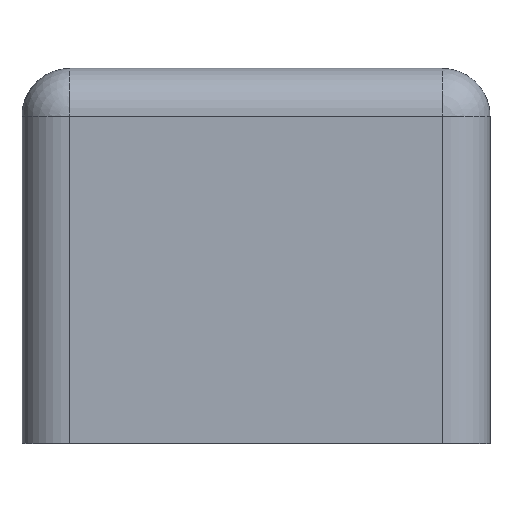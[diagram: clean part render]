
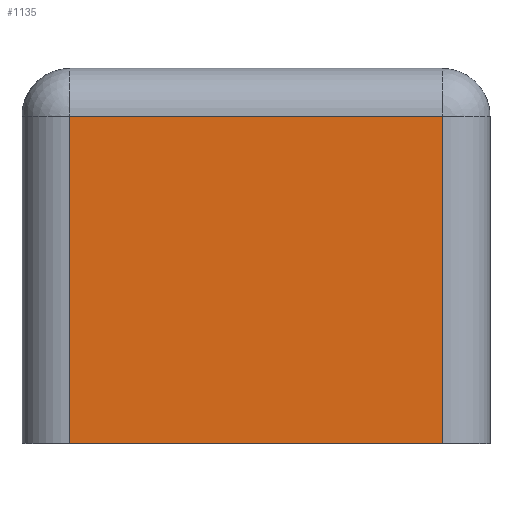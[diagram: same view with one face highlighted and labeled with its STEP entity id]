
A CAD part, top view. The second image highlights one B-rep face of the part: STEP entity #1135.
In plain terms, the highlighted planar face has unit normal (0, 0, 1).
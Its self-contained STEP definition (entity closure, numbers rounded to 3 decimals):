
#192=ORIENTED_EDGE('',*,*,#514,.T.);
#193=ORIENTED_EDGE('',*,*,#515,.T.);
#194=ORIENTED_EDGE('',*,*,#496,.T.);
#195=ORIENTED_EDGE('',*,*,#516,.T.);
#496=EDGE_CURVE('',#652,#653,#738,.T.);
#514=EDGE_CURVE('',#668,#669,#752,.T.);
#515=EDGE_CURVE('',#669,#652,#753,.T.);
#516=EDGE_CURVE('',#653,#668,#754,.T.);
#652=VERTEX_POINT('',#1829);
#653=VERTEX_POINT('',#1830);
#668=VERTEX_POINT('',#1867);
#669=VERTEX_POINT('',#1868);
#738=LINE('',#1828,#856);
#752=LINE('',#1866,#870);
#753=LINE('',#1869,#871);
#754=LINE('',#1870,#872);
#856=VECTOR('',#1442,1000.);
#870=VECTOR('',#1472,1000.);
#871=VECTOR('',#1473,1000.);
#872=VECTOR('',#1474,1000.);
#943=EDGE_LOOP('',(#192,#193,#194,#195));
#1017=FACE_BOUND('',#943,.T.);
#1087=PLANE('',#1245);
#1135=ADVANCED_FACE('',(#1017),#1087,.T.);
#1245=AXIS2_PLACEMENT_3D('',#1865,#1470,#1471);
#1442=DIRECTION('',(1.,0.,0.));
#1470=DIRECTION('',(0.,0.,1.));
#1471=DIRECTION('',(1.,0.,0.));
#1472=DIRECTION('',(-1.,0.,0.));
#1473=DIRECTION('',(0.,-1.,0.));
#1474=DIRECTION('',(0.,1.,0.));
#1828=CARTESIAN_POINT('',(-4.9,0.,2.05));
#1829=CARTESIAN_POINT('',(-3.9,0.,2.05));
#1830=CARTESIAN_POINT('',(3.9,0.,2.05));
#1865=CARTESIAN_POINT('',(0.,0.,2.05));
#1866=CARTESIAN_POINT('',(-4.9,6.85,2.05));
#1867=CARTESIAN_POINT('',(3.9,6.85,2.05));
#1868=CARTESIAN_POINT('',(-3.9,6.85,2.05));
#1869=CARTESIAN_POINT('',(-3.9,0.,2.05));
#1870=CARTESIAN_POINT('',(3.9,7.85,2.05));
